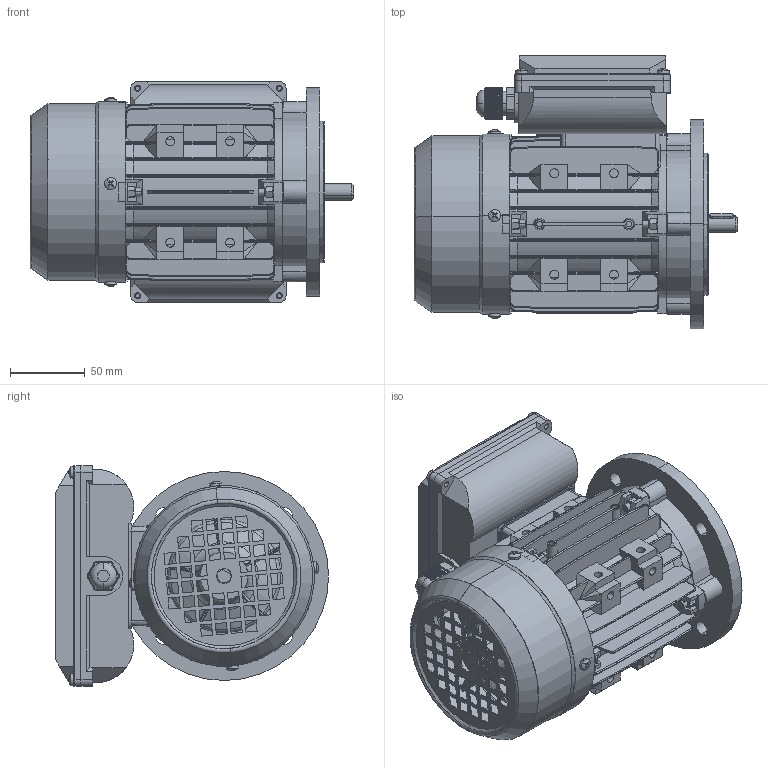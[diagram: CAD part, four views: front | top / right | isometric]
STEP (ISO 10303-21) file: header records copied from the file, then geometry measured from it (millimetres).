
FILE_DESCRIPTION (( 'STEP AP203' ), '1' );
FILE_NAME ('ML63 B5軞蚾芞.STEP', '2016-03-05T02:24:52', ( 'USER' ), ( 'MS' ), 'SwSTEP 2.0', 'SolidWorks 2008', '' );
FILE_SCHEMA (( 'CONFIG_CONTROL_DESIGN' ));
Length unit declared in the file: millimetre
Products named in the file (14): Circlips for shaft--Type A large GB_GB_CONNECTING_PIECE_RING_RRA 11; MS63 风叶_默认; 出线螺套M16_默认; 63 B5盖_默认; ML63-71接线盒座(铝)_默认; ML63 B5軞蚾芞; 63机壳_默认; 63 后盖_默认; 63 转轴_默认; 63 风罩_默认; Hexagon nuts grade C GB_GB_FASTENER_NUT_SNC1 M5-N; Hexagon socket head cap screws GB_GB_FASTENER_SCREWS_HSHCS M5X25-N; ML63-71接线盒盖(铝)_默认; Cross recessed thread forming screws GB_GB_CROSS_SCREWS_TYPE138 M4X10-N
Assembly tree (34 placements, depth 2):
  ML63 B5軞蚾芞
    Circlips for shaft--Type A large GB_GB_CONNECTING_PIECE_RING_RRA 11
    Hexagon nuts grade C GB_GB_FASTENER_NUT_SNC1 M5-N  x8
    ML63-71接线盒盖(铝)_默认
    Hexagon socket head cap screws GB_GB_FASTENER_SCREWS_HSHCS M5X25-N  x8
    63 B5盖_默认
    MS63 风叶_默认
    Cross recessed thread forming screws GB_GB_CROSS_SCREWS_TYPE138 M4X10-N  x8
    63 后盖_默认
    63 转轴_默认
    63机壳_默认
    63 风罩_默认
    出线螺套M16_默认
    ML63-71接线盒座(铝)_默认
Bounding box: 217 x 183 x 148 mm (x, y, z)
Volume: 664523.6 mm3; surface area: 430261.1 mm2
Topology: 34 solids, 34 shells, 2850 faces, 7380 edges, 4637 vertices
Faces by surface type: plane 1539, cylinder 838, cone 202, torus 93, sphere 90, bspline 88
Entity records: 81287 total; most frequent: CARTESIAN_POINT 21585, ORIENTED_EDGE 12512, DIRECTION 11421, EDGE_CURVE 6256, VERTEX_POINT 3958, AXIS2_PLACEMENT_3D 3899, VECTOR 3623, LINE 3623
